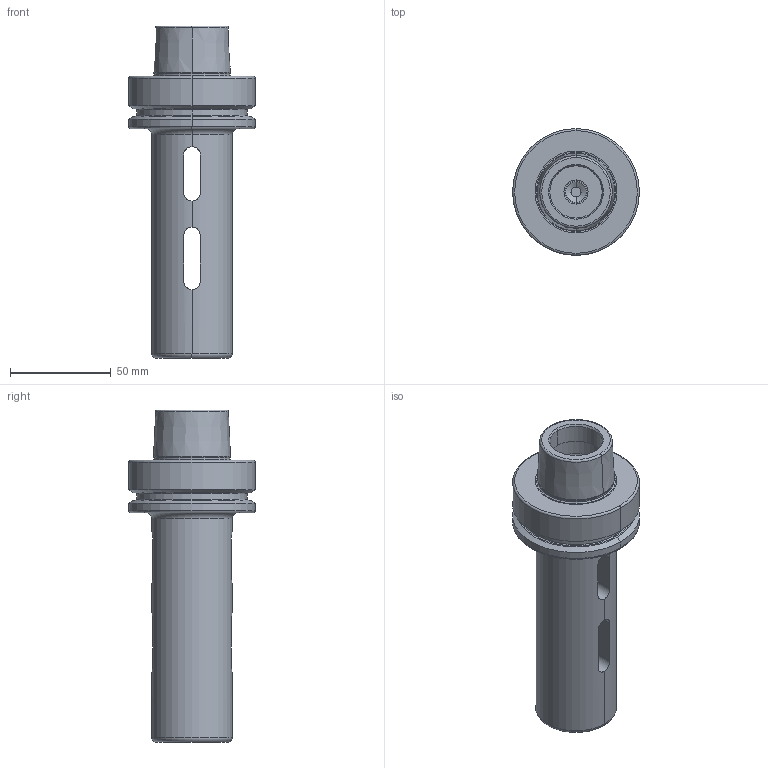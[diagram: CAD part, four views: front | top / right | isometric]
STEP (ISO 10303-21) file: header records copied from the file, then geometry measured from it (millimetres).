
FILE_DESCRIPTION((''),'2;1');
FILE_NAME('F63_07_03','2020-08-27T',('103090'),(''),'CREO PARAMETRIC BY PTC INC, 2016260','CREO PARAMETRIC BY PTC INC, 2016260','');
FILE_SCHEMA(('CONFIG_CONTROL_DESIGN'));
Length unit declared in the file: millimetre
Products named in the file (1): F63_07_03
Bounding box: 63 x 63 x 165 mm (x, y, z)
Volume: 180317.2 mm3; surface area: 40376.5 mm2
Topology: 1 solids, 1 shells, 94 faces, 230 edges, 138 vertices
Faces by surface type: cylinder 30, torus 26, plane 20, cone 18
Entity records: 3108 total; most frequent: CARTESIAN_POINT 829, DIRECTION 496, ORIENTED_EDGE 460, EDGE_CURVE 230, AXIS2_PLACEMENT_3D 209, VERTEX_POINT 138, CIRCLE 112, EDGE_LOOP 102
